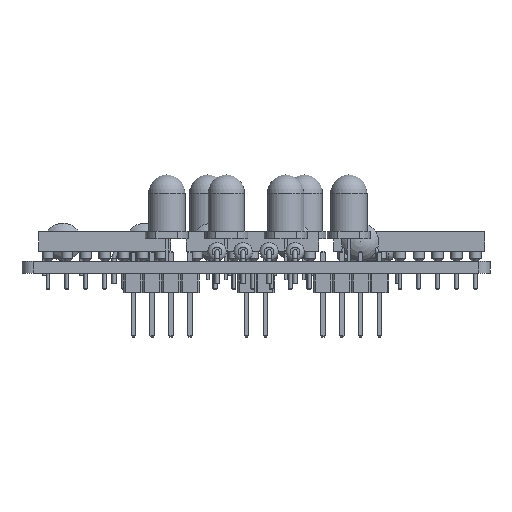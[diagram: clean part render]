
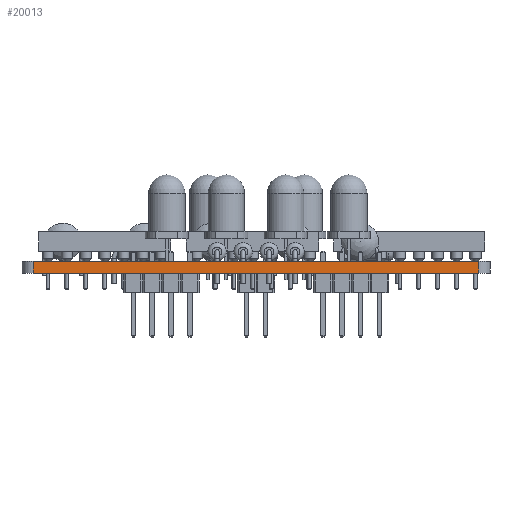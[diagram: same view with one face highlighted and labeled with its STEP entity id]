
A CAD part, left-side view. The second image highlights one B-rep face of the part: STEP entity #20013.
In plain terms, the highlighted planar face has unit normal (-1, 0, 0).
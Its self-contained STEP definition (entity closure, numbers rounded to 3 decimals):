
#17242 = VERTEX_POINT('',#17243);
#17243 = CARTESIAN_POINT('',(95.75,-64.,0.));
#17250 = EDGE_CURVE('',#17251,#17242,#17253,.T.);
#17251 = VERTEX_POINT('',#17252);
#17252 = CARTESIAN_POINT('',(95.75,-124.,0.));
#17253 = LINE('',#17254,#17255);
#17254 = CARTESIAN_POINT('',(95.75,-124.,0.));
#17255 = VECTOR('',#17256,1.);
#17256 = DIRECTION('',(0.,1.,0.));
#18614 = VERTEX_POINT('',#18615);
#18615 = CARTESIAN_POINT('',(95.75,-64.,1.6));
#18622 = EDGE_CURVE('',#18623,#18614,#18625,.T.);
#18623 = VERTEX_POINT('',#18624);
#18624 = CARTESIAN_POINT('',(95.75,-124.,1.6));
#18625 = LINE('',#18626,#18627);
#18626 = CARTESIAN_POINT('',(95.75,-124.,1.6));
#18627 = VECTOR('',#18628,1.);
#18628 = DIRECTION('',(0.,1.,0.));
#19983 = EDGE_CURVE('',#17242,#18614,#19984,.T.);
#19984 = LINE('',#19985,#19986);
#19985 = CARTESIAN_POINT('',(95.75,-64.,0.));
#19986 = VECTOR('',#19987,1.);
#19987 = DIRECTION('',(0.,0.,1.));
#20013 = ADVANCED_FACE('',(#20014),#20025,.T.);
#20014 = FACE_BOUND('',#20015,.T.);
#20015 = EDGE_LOOP('',(#20016,#20022,#20023,#20024));
#20016 = ORIENTED_EDGE('',*,*,#20017,.T.);
#20017 = EDGE_CURVE('',#17251,#18623,#20018,.T.);
#20018 = LINE('',#20019,#20020);
#20019 = CARTESIAN_POINT('',(95.75,-124.,0.));
#20020 = VECTOR('',#20021,1.);
#20021 = DIRECTION('',(0.,0.,1.));
#20022 = ORIENTED_EDGE('',*,*,#18622,.T.);
#20023 = ORIENTED_EDGE('',*,*,#19983,.F.);
#20024 = ORIENTED_EDGE('',*,*,#17250,.F.);
#20025 = PLANE('',#20026);
#20026 = AXIS2_PLACEMENT_3D('',#20027,#20028,#20029);
#20027 = CARTESIAN_POINT('',(95.75,-124.,0.));
#20028 = DIRECTION('',(-1.,0.,0.));
#20029 = DIRECTION('',(0.,1.,0.));
